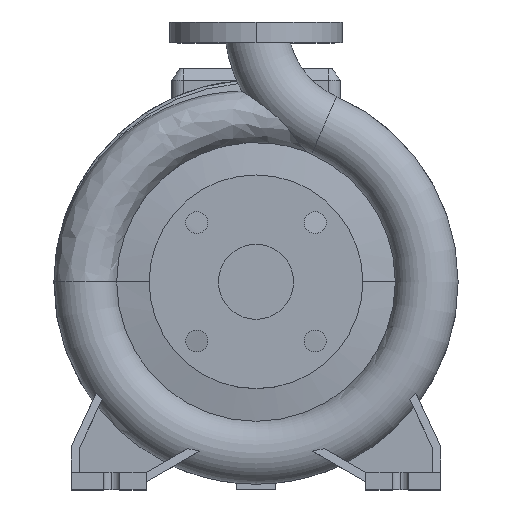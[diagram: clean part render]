
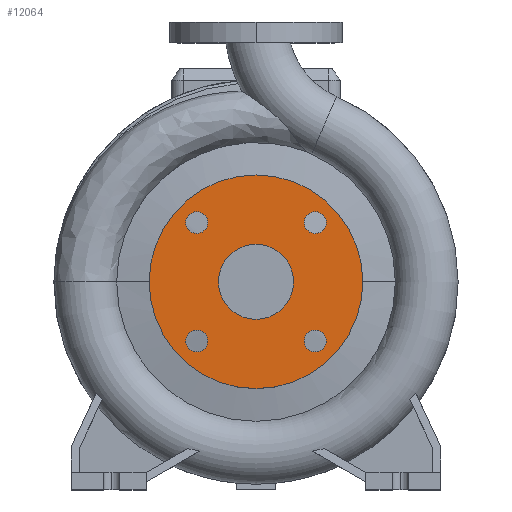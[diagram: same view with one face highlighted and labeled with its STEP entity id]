
A CAD part, top view. The second image highlights one B-rep face of the part: STEP entity #12064.
In plain terms, the highlighted planar face has unit normal (0, 0, 1).
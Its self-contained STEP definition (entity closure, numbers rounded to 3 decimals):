
#52 = CARTESIAN_POINT ( 'NONE',  ( 41.765, 51.265, 100. ) ) ;
#196 = AXIS2_PLACEMENT_3D ( 'NONE', #13100, #4197, #12073 ) ;
#387 = EDGE_CURVE ( 'NONE', #9913, #11008, #11056, .T. ) ;
#465 = EDGE_LOOP ( 'NONE', ( #7023, #9876 ) ) ;
#499 = ORIENTED_EDGE ( 'NONE', *, *, #4125, .F. ) ;
#580 = VERTEX_POINT ( 'NONE', #12322 ) ;
#612 = CARTESIAN_POINT ( 'NONE',  ( -51.265, -51.265, 100. ) ) ;
#659 = VERTEX_POINT ( 'NONE', #8744 ) ;
#1175 = AXIS2_PLACEMENT_3D ( 'NONE', #13739, #8453, #9415 ) ;
#1183 = CARTESIAN_POINT ( 'NONE',  ( 51.265, -51.265, 100. ) ) ;
#1194 = DIRECTION ( 'NONE',  ( 0., 0., 1. ) ) ;
#1282 = EDGE_CURVE ( 'NONE', #11532, #580, #11784, .T. ) ;
#1305 = EDGE_CURVE ( 'NONE', #11008, #9913, #11314, .T. ) ;
#1330 = EDGE_CURVE ( 'NONE', #8739, #7561, #4793, .T. ) ;
#1689 = DIRECTION ( 'NONE',  ( 0., 0., 1. ) ) ;
#1841 = AXIS2_PLACEMENT_3D ( 'NONE', #2799, #11764, #13082 ) ;
#1932 = DIRECTION ( 'NONE',  ( 0., 0., 1. ) ) ;
#2061 = FACE_BOUND ( 'NONE', #2349, .T. ) ;
#2276 = EDGE_CURVE ( 'NONE', #580, #11532, #8065, .T. ) ;
#2349 = EDGE_LOOP ( 'NONE', ( #4483, #14333 ) ) ;
#2494 = AXIS2_PLACEMENT_3D ( 'NONE', #12052, #4245, #7378 ) ;
#2533 = CIRCLE ( 'NONE', #196, 9.5 ) ;
#2548 = EDGE_CURVE ( 'NONE', #10734, #659, #4791, .T. ) ;
#2665 = CARTESIAN_POINT ( 'NONE',  ( 60.765, -51.265, 100. ) ) ;
#2691 = CARTESIAN_POINT ( 'NONE',  ( -60.765, 51.265, 100. ) ) ;
#2737 = DIRECTION ( 'NONE',  ( 0., 0., 1. ) ) ;
#2799 = CARTESIAN_POINT ( 'NONE',  ( 0., 0., 100. ) ) ;
#2910 = EDGE_LOOP ( 'NONE', ( #13315, #3568 ) ) ;
#3153 = CIRCLE ( 'NONE', #5726, 9.5 ) ;
#3226 = FACE_BOUND ( 'NONE', #465, .T. ) ;
#3495 = VERTEX_POINT ( 'NONE', #13334 ) ;
#3568 = ORIENTED_EDGE ( 'NONE', *, *, #1305, .F. ) ;
#3884 = DIRECTION ( 'NONE',  ( 1., 0., 0. ) ) ;
#4088 = CARTESIAN_POINT ( 'NONE',  ( 0., 0., 100. ) ) ;
#4125 = EDGE_CURVE ( 'NONE', #10910, #3495, #9484, .T. ) ;
#4197 = DIRECTION ( 'NONE',  ( 0., 0., 1. ) ) ;
#4245 = DIRECTION ( 'NONE',  ( 0., 0., 1. ) ) ;
#4253 = FACE_OUTER_BOUND ( 'NONE', #9751, .T. ) ;
#4324 = DIRECTION ( 'NONE',  ( -1., 0., 0. ) ) ;
#4483 = ORIENTED_EDGE ( 'NONE', *, *, #7386, .F. ) ;
#4562 = AXIS2_PLACEMENT_3D ( 'NONE', #11754, #8396, #6218 ) ;
#4771 = AXIS2_PLACEMENT_3D ( 'NONE', #13386, #1194, #13736 ) ;
#4791 = CIRCLE ( 'NONE', #9945, 9.5 ) ;
#4793 = CIRCLE ( 'NONE', #12242, 9.5 ) ;
#4966 = CARTESIAN_POINT ( 'NONE',  ( -60.765, -51.265, 100. ) ) ;
#5149 = VERTEX_POINT ( 'NONE', #2665 ) ;
#5210 = ORIENTED_EDGE ( 'NONE', *, *, #1282, .T. ) ;
#5718 = AXIS2_PLACEMENT_3D ( 'NONE', #7520, #14317, #4324 ) ;
#5726 = AXIS2_PLACEMENT_3D ( 'NONE', #1183, #9288, #12419 ) ;
#5792 = ORIENTED_EDGE ( 'NONE', *, *, #6669, .F. ) ;
#6218 = DIRECTION ( 'NONE',  ( 1., 0., 0. ) ) ;
#6282 = AXIS2_PLACEMENT_3D ( 'NONE', #12900, #11876, #12686 ) ;
#6395 = EDGE_CURVE ( 'NONE', #9317, #5149, #2533, .T. ) ;
#6651 = FACE_BOUND ( 'NONE', #7375, .T. ) ;
#6669 = EDGE_CURVE ( 'NONE', #3495, #10910, #14189, .T. ) ;
#6776 = ORIENTED_EDGE ( 'NONE', *, *, #2276, .T. ) ;
#7023 = ORIENTED_EDGE ( 'NONE', *, *, #8433, .F. ) ;
#7185 = DIRECTION ( 'NONE',  ( 1., 0., 0. ) ) ;
#7375 = EDGE_LOOP ( 'NONE', ( #9217, #8466 ) ) ;
#7378 = DIRECTION ( 'NONE',  ( 1., 0., 0. ) ) ;
#7386 = EDGE_CURVE ( 'NONE', #659, #10734, #12582, .T. ) ;
#7460 = FACE_BOUND ( 'NONE', #12400, .T. ) ;
#7520 = CARTESIAN_POINT ( 'NONE',  ( 0., 92.5, 100. ) ) ;
#7552 = CARTESIAN_POINT ( 'NONE',  ( -41.765, 51.265, 100. ) ) ;
#7561 = VERTEX_POINT ( 'NONE', #7552 ) ;
#7622 = DIRECTION ( 'NONE',  ( 1., 0., 0. ) ) ;
#8065 = CIRCLE ( 'NONE', #11807, 92.5 ) ;
#8396 = DIRECTION ( 'NONE',  ( 0., 0., 1. ) ) ;
#8433 = EDGE_CURVE ( 'NONE', #7561, #8739, #13773, .T. ) ;
#8453 = DIRECTION ( 'NONE',  ( 0., 0., 1. ) ) ;
#8466 = ORIENTED_EDGE ( 'NONE', *, *, #6395, .F. ) ;
#8739 = VERTEX_POINT ( 'NONE', #2691 ) ;
#8744 = CARTESIAN_POINT ( 'NONE',  ( -41.765, -51.265, 100. ) ) ;
#9216 = AXIS2_PLACEMENT_3D ( 'NONE', #4088, #13879, #3884 ) ;
#9217 = ORIENTED_EDGE ( 'NONE', *, *, #12183, .F. ) ;
#9288 = DIRECTION ( 'NONE',  ( 0., 0., 1. ) ) ;
#9317 = VERTEX_POINT ( 'NONE', #12904 ) ;
#9415 = DIRECTION ( 'NONE',  ( 1., 0., 0. ) ) ;
#9484 = CIRCLE ( 'NONE', #2494, 32.5 ) ;
#9628 = CARTESIAN_POINT ( 'NONE',  ( -51.265, 51.265, 100. ) ) ;
#9751 = EDGE_LOOP ( 'NONE', ( #6776, #5210 ) ) ;
#9876 = ORIENTED_EDGE ( 'NONE', *, *, #1330, .F. ) ;
#9881 = CARTESIAN_POINT ( 'NONE',  ( 0., 0., 100. ) ) ;
#9913 = VERTEX_POINT ( 'NONE', #13257 ) ;
#9941 = FACE_BOUND ( 'NONE', #2910, .T. ) ;
#9945 = AXIS2_PLACEMENT_3D ( 'NONE', #612, #2737, #7185 ) ;
#10734 = VERTEX_POINT ( 'NONE', #4966 ) ;
#10910 = VERTEX_POINT ( 'NONE', #12165 ) ;
#11008 = VERTEX_POINT ( 'NONE', #52 ) ;
#11056 = CIRCLE ( 'NONE', #4771, 9.5 ) ;
#11314 = CIRCLE ( 'NONE', #4562, 9.5 ) ;
#11532 = VERTEX_POINT ( 'NONE', #11775 ) ;
#11754 = CARTESIAN_POINT ( 'NONE',  ( 51.265, 51.265, 100. ) ) ;
#11764 = DIRECTION ( 'NONE',  ( 0., 0., 1. ) ) ;
#11775 = CARTESIAN_POINT ( 'NONE',  ( -92.5, 0., 100. ) ) ;
#11784 = CIRCLE ( 'NONE', #9216, 92.5 ) ;
#11807 = AXIS2_PLACEMENT_3D ( 'NONE', #9881, #1932, #7622 ) ;
#11876 = DIRECTION ( 'NONE',  ( 0., 0., 1. ) ) ;
#12052 = CARTESIAN_POINT ( 'NONE',  ( 0., 0., 100. ) ) ;
#12064 = ADVANCED_FACE ( 'NONE', ( #6651, #3226, #9941, #7460, #4253, #2061 ), #14180, .F. ) ;
#12073 = DIRECTION ( 'NONE',  ( 1., 0., 0. ) ) ;
#12165 = CARTESIAN_POINT ( 'NONE',  ( -32.5, 0., 100. ) ) ;
#12183 = EDGE_CURVE ( 'NONE', #5149, #9317, #3153, .T. ) ;
#12242 = AXIS2_PLACEMENT_3D ( 'NONE', #9628, #1689, #13001 ) ;
#12322 = CARTESIAN_POINT ( 'NONE',  ( 92.5, 0., 100. ) ) ;
#12400 = EDGE_LOOP ( 'NONE', ( #5792, #499 ) ) ;
#12419 = DIRECTION ( 'NONE',  ( 1., 0., 0. ) ) ;
#12582 = CIRCLE ( 'NONE', #6282, 9.5 ) ;
#12686 = DIRECTION ( 'NONE',  ( 1., 0., 0. ) ) ;
#12900 = CARTESIAN_POINT ( 'NONE',  ( -51.265, -51.265, 100. ) ) ;
#12904 = CARTESIAN_POINT ( 'NONE',  ( 41.765, -51.265, 100. ) ) ;
#13001 = DIRECTION ( 'NONE',  ( 1., 0., 0. ) ) ;
#13082 = DIRECTION ( 'NONE',  ( 1., 0., 0. ) ) ;
#13100 = CARTESIAN_POINT ( 'NONE',  ( 51.265, -51.265, 100. ) ) ;
#13257 = CARTESIAN_POINT ( 'NONE',  ( 60.765, 51.265, 100. ) ) ;
#13315 = ORIENTED_EDGE ( 'NONE', *, *, #387, .F. ) ;
#13334 = CARTESIAN_POINT ( 'NONE',  ( 32.5, 0., 100. ) ) ;
#13386 = CARTESIAN_POINT ( 'NONE',  ( 51.265, 51.265, 100. ) ) ;
#13736 = DIRECTION ( 'NONE',  ( 1., 0., 0. ) ) ;
#13739 = CARTESIAN_POINT ( 'NONE',  ( -51.265, 51.265, 100. ) ) ;
#13773 = CIRCLE ( 'NONE', #1175, 9.5 ) ;
#13879 = DIRECTION ( 'NONE',  ( 0., 0., 1. ) ) ;
#14180 = PLANE ( 'NONE',  #5718 ) ;
#14189 = CIRCLE ( 'NONE', #1841, 32.5 ) ;
#14317 = DIRECTION ( 'NONE',  ( 0., 0., -1. ) ) ;
#14333 = ORIENTED_EDGE ( 'NONE', *, *, #2548, .F. ) ;
